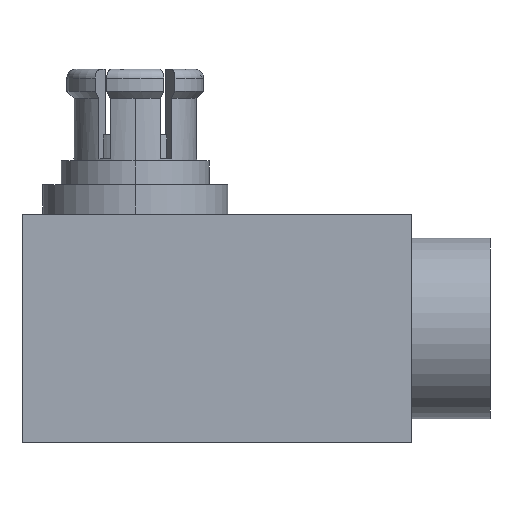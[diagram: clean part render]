
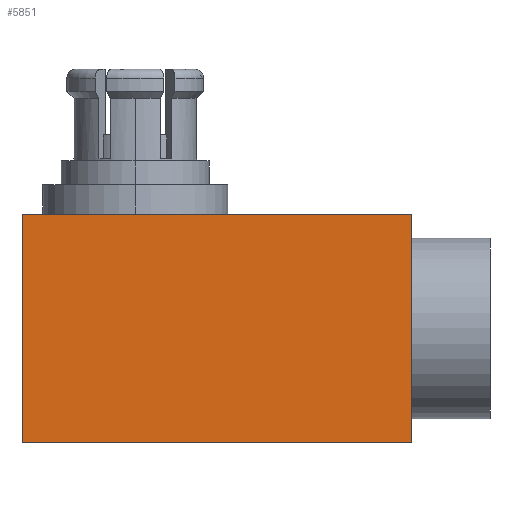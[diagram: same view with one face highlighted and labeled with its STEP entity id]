
A CAD part, left-side view. The second image highlights one B-rep face of the part: STEP entity #5851.
In plain terms, the highlighted planar face has unit normal (-1, 0, 0).
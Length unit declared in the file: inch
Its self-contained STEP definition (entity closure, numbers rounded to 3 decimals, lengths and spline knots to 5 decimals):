
#88 = VECTOR ( 'NONE', #475, 39.37008 ) ;
#286 = VERTEX_POINT ( 'NONE', #5857 ) ;
#338 = LINE ( 'NONE', #5525, #2707 ) ;
#475 = DIRECTION ( 'NONE',  ( 0., 1., 0. ) ) ;
#502 = DIRECTION ( 'NONE',  ( 0., 0., -1. ) ) ;
#859 = EDGE_CURVE ( 'NONE', #5934, #286, #928, .T. ) ;
#928 = LINE ( 'NONE', #3823, #5804 ) ;
#1097 = PLANE ( 'NONE',  #2117 ) ;
#1108 = EDGE_LOOP ( 'NONE', ( #3623, #2802, #4459, #4586 ) ) ;
#1251 = DIRECTION ( 'NONE',  ( 0., 0., -1. ) ) ;
#1355 = LINE ( 'NONE', #2359, #88 ) ;
#1441 = VECTOR ( 'NONE', #3365, 39.37008 ) ;
#1604 = CARTESIAN_POINT ( 'NONE',  ( -0.052, -0.127, -0.0135 ) ) ;
#1633 = EDGE_CURVE ( 'NONE', #4452, #4014, #338, .T. ) ;
#1698 = EDGE_CURVE ( 'NONE', #4452, #5934, #5218, .T. ) ;
#2117 = AXIS2_PLACEMENT_3D ( 'NONE', #2584, #5872, #3051 ) ;
#2169 = EDGE_CURVE ( 'NONE', #4014, #286, #1355, .T. ) ;
#2359 = CARTESIAN_POINT ( 'NONE',  ( -0.052, 0.052, -0.1185 ) ) ;
#2584 = CARTESIAN_POINT ( 'NONE',  ( -0.052, 0.052, -0.0135 ) ) ;
#2707 = VECTOR ( 'NONE', #1251, 39.37008 ) ;
#2802 = ORIENTED_EDGE ( 'NONE', *, *, #1633, .F. ) ;
#3051 = DIRECTION ( 'NONE',  ( 0., -1., 0. ) ) ;
#3074 = CARTESIAN_POINT ( 'NONE',  ( -0.052, 0.052, -0.0135 ) ) ;
#3276 = FACE_OUTER_BOUND ( 'NONE', #1108, .T. ) ;
#3365 = DIRECTION ( 'NONE',  ( 0., 1., 0. ) ) ;
#3623 = ORIENTED_EDGE ( 'NONE', *, *, #2169, .F. ) ;
#3823 = CARTESIAN_POINT ( 'NONE',  ( -0.052, 0.052, -0.0135 ) ) ;
#3826 = CARTESIAN_POINT ( 'NONE',  ( -0.052, -0.127, -0.1185 ) ) ;
#4014 = VERTEX_POINT ( 'NONE', #3826 ) ;
#4452 = VERTEX_POINT ( 'NONE', #1604 ) ;
#4459 = ORIENTED_EDGE ( 'NONE', *, *, #1698, .T. ) ;
#4586 = ORIENTED_EDGE ( 'NONE', *, *, #859, .T. ) ;
#4753 = CARTESIAN_POINT ( 'NONE',  ( -0.052, 0.052, -0.0135 ) ) ;
#5218 = LINE ( 'NONE', #4753, #1441 ) ;
#5525 = CARTESIAN_POINT ( 'NONE',  ( -0.052, -0.127, -0.0135 ) ) ;
#5804 = VECTOR ( 'NONE', #502, 39.37008 ) ;
#5851 = ADVANCED_FACE ( 'NONE', ( #3276 ), #1097, .T. ) ;
#5857 = CARTESIAN_POINT ( 'NONE',  ( -0.052, 0.052, -0.1185 ) ) ;
#5872 = DIRECTION ( 'NONE',  ( -1., 0., 0. ) ) ;
#5934 = VERTEX_POINT ( 'NONE', #3074 ) ;
